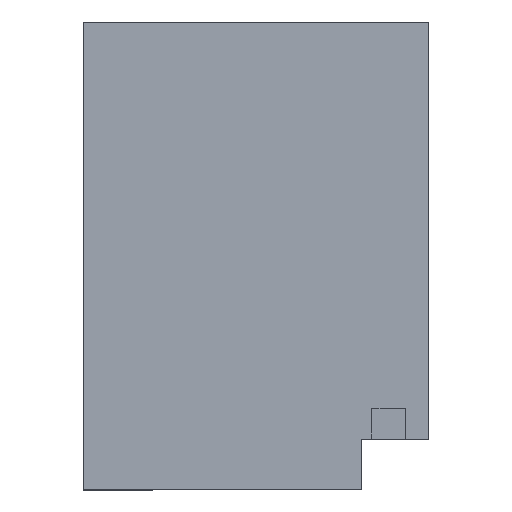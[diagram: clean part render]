
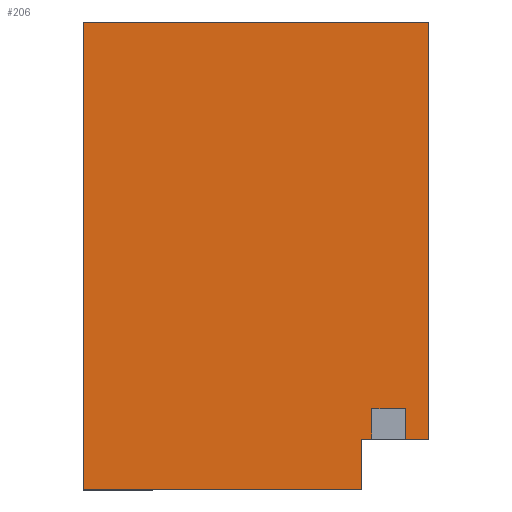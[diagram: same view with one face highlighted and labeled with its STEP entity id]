
A CAD part, top view. The second image highlights one B-rep face of the part: STEP entity #206.
In plain terms, the highlighted planar face has unit normal (0, 0, 1).
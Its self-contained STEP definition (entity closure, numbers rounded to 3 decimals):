
#11 = LINE ( 'NONE', #318, #238 ) ;
#14 = DIRECTION ( 'NONE',  ( 0., -1., 0. ) ) ;
#19 = CARTESIAN_POINT ( 'NONE',  ( 320., -630., 60. ) ) ;
#29 = ORIENTED_EDGE ( 'NONE', *, *, #39, .T. ) ;
#34 = VECTOR ( 'NONE', #78, 1000. ) ;
#39 = EDGE_CURVE ( 'NONE', #210, #108, #11, .T. ) ;
#40 = CARTESIAN_POINT ( 'NONE',  ( 320., -450., 60. ) ) ;
#43 = DIRECTION ( 'NONE',  ( -1., 0., 0. ) ) ;
#51 = ORIENTED_EDGE ( 'NONE', *, *, #420, .T. ) ;
#55 = DIRECTION ( 'NONE',  ( 0., 1., 0. ) ) ;
#60 = VERTEX_POINT ( 'NONE', #391 ) ;
#61 = CARTESIAN_POINT ( 'NONE',  ( 487., 690., 60. ) ) ;
#62 = VECTOR ( 'NONE', #55, 1000. ) ;
#63 = VECTOR ( 'NONE', #43, 1000. ) ;
#67 = EDGE_CURVE ( 'NONE', #415, #210, #360, .T. ) ;
#74 = LINE ( 'NONE', #311, #63 ) ;
#77 = DIRECTION ( 'NONE',  ( 0., -1., 0. ) ) ;
#78 = DIRECTION ( 'NONE',  ( 0., 1., 0. ) ) ;
#82 = VECTOR ( 'NONE', #186, 1000. ) ;
#85 = CARTESIAN_POINT ( 'NONE',  ( 487., 0., 60. ) ) ;
#86 = CARTESIAN_POINT ( 'NONE',  ( 420., -540., 60. ) ) ;
#88 = VECTOR ( 'NONE', #429, 1000. ) ;
#99 = VERTEX_POINT ( 'NONE', #249 ) ;
#104 = VECTOR ( 'NONE', #189, 1000. ) ;
#105 = ORIENTED_EDGE ( 'NONE', *, *, #135, .F. ) ;
#108 = VERTEX_POINT ( 'NONE', #385 ) ;
#112 = VERTEX_POINT ( 'NONE', #253 ) ;
#115 = EDGE_CURVE ( 'NONE', #172, #60, #392, .T. ) ;
#118 = LINE ( 'NONE', #85, #34 ) ;
#122 = CARTESIAN_POINT ( 'NONE',  ( 420., -630., 60. ) ) ;
#129 = EDGE_CURVE ( 'NONE', #112, #415, #118, .T. ) ;
#131 = LINE ( 'NONE', #431, #414 ) ;
#132 = ORIENTED_EDGE ( 'NONE', *, *, #213, .F. ) ;
#135 = EDGE_CURVE ( 'NONE', #112, #309, #74, .T. ) ;
#141 = PLANE ( 'NONE',  #144 ) ;
#144 = AXIS2_PLACEMENT_3D ( 'NONE', #428, #193, #324 ) ;
#148 = ORIENTED_EDGE ( 'NONE', *, *, #241, .F. ) ;
#153 = ORIENTED_EDGE ( 'NONE', *, *, #228, .F. ) ;
#157 = ORIENTED_EDGE ( 'NONE', *, *, #259, .F. ) ;
#160 = CARTESIAN_POINT ( 'NONE',  ( 420., -450., 60. ) ) ;
#172 = VERTEX_POINT ( 'NONE', #320 ) ;
#173 = ORIENTED_EDGE ( 'NONE', *, *, #115, .F. ) ;
#184 = LINE ( 'NONE', #122, #62 ) ;
#186 = DIRECTION ( 'NONE',  ( -1., 0., 0. ) ) ;
#189 = DIRECTION ( 'NONE',  ( -1., 0., 0. ) ) ;
#193 = DIRECTION ( 'NONE',  ( 0., 0., -1. ) ) ;
#196 = LINE ( 'NONE', #396, #433 ) ;
#205 = EDGE_LOOP ( 'NONE', ( #153, #173, #132, #148, #105, #284, #267, #29, #51, #157 ) ) ;
#206 = ADVANCED_FACE ( 'NONE', ( #321 ), #141, .F. ) ;
#210 = VERTEX_POINT ( 'NONE', #293 ) ;
#213 = EDGE_CURVE ( 'NONE', #313, #172, #283, .T. ) ;
#228 = EDGE_CURVE ( 'NONE', #60, #99, #367, .T. ) ;
#238 = VECTOR ( 'NONE', #14, 1000. ) ;
#241 = EDGE_CURVE ( 'NONE', #309, #313, #184, .T. ) ;
#249 = CARTESIAN_POINT ( 'NONE',  ( 290., -540., 60. ) ) ;
#253 = CARTESIAN_POINT ( 'NONE',  ( 487., -540., 60. ) ) ;
#259 = EDGE_CURVE ( 'NONE', #99, #387, #196, .T. ) ;
#267 = ORIENTED_EDGE ( 'NONE', *, *, #67, .T. ) ;
#283 = LINE ( 'NONE', #40, #88 ) ;
#284 = ORIENTED_EDGE ( 'NONE', *, *, #129, .T. ) ;
#292 = DIRECTION ( 'NONE',  ( 0., -1., 0. ) ) ;
#293 = CARTESIAN_POINT ( 'NONE',  ( -530., 690., 60. ) ) ;
#309 = VERTEX_POINT ( 'NONE', #86 ) ;
#311 = CARTESIAN_POINT ( 'NONE',  ( 500., -540., 60. ) ) ;
#313 = VERTEX_POINT ( 'NONE', #160 ) ;
#318 = CARTESIAN_POINT ( 'NONE',  ( -530., 0., 60. ) ) ;
#320 = CARTESIAN_POINT ( 'NONE',  ( 320., -450., 60. ) ) ;
#321 = FACE_OUTER_BOUND ( 'NONE', #205, .T. ) ;
#324 = DIRECTION ( 'NONE',  ( -1., 0., 0. ) ) ;
#360 = LINE ( 'NONE', #418, #82 ) ;
#362 = CARTESIAN_POINT ( 'NONE',  ( 500., -540., 60. ) ) ;
#366 = CARTESIAN_POINT ( 'NONE',  ( 290., -690., 60. ) ) ;
#367 = LINE ( 'NONE', #362, #104 ) ;
#376 = VECTOR ( 'NONE', #77, 1000. ) ;
#385 = CARTESIAN_POINT ( 'NONE',  ( -530., -690., 60. ) ) ;
#387 = VERTEX_POINT ( 'NONE', #366 ) ;
#391 = CARTESIAN_POINT ( 'NONE',  ( 320., -540., 60. ) ) ;
#392 = LINE ( 'NONE', #19, #376 ) ;
#396 = CARTESIAN_POINT ( 'NONE',  ( 290., -690., 60. ) ) ;
#401 = DIRECTION ( 'NONE',  ( 1., 0., 0. ) ) ;
#414 = VECTOR ( 'NONE', #401, 1000. ) ;
#415 = VERTEX_POINT ( 'NONE', #61 ) ;
#418 = CARTESIAN_POINT ( 'NONE',  ( 0., 690., 60. ) ) ;
#420 = EDGE_CURVE ( 'NONE', #108, #387, #131, .T. ) ;
#428 = CARTESIAN_POINT ( 'NONE',  ( 0., 0., 60. ) ) ;
#429 = DIRECTION ( 'NONE',  ( -1., 0., 0. ) ) ;
#431 = CARTESIAN_POINT ( 'NONE',  ( 0., -690., 60. ) ) ;
#433 = VECTOR ( 'NONE', #292, 1000. ) ;
